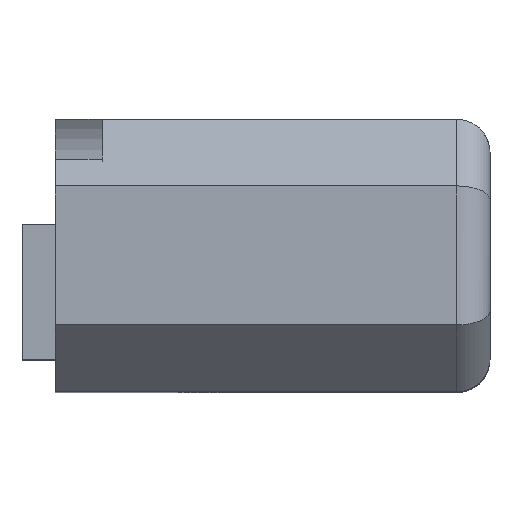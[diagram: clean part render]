
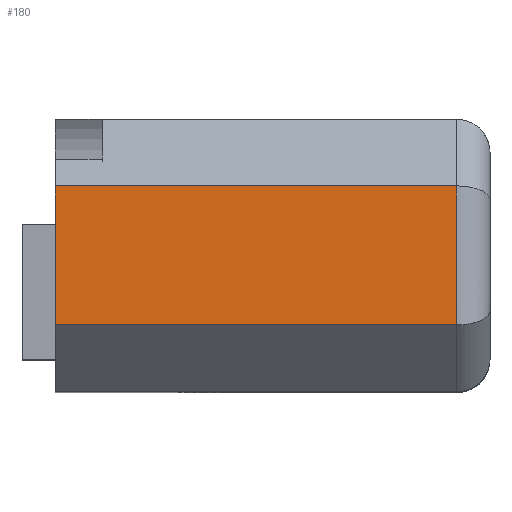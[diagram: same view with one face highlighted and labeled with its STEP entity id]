
A CAD part, top view. The second image highlights one B-rep face of the part: STEP entity #180.
In plain terms, the highlighted planar face has unit normal (0, 0, 1).
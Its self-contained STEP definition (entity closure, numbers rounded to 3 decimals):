
#35 = CARTESIAN_POINT ( 'NONE',  ( 65., 53.904, 81.664 ) ) ;
#84 = VERTEX_POINT ( 'NONE', #1392 ) ;
#87 = LINE ( 'NONE', #241, #733 ) ;
#96 = DIRECTION ( 'NONE',  ( 0., -1., 0. ) ) ;
#121 = CARTESIAN_POINT ( 'NONE',  ( 70., 33.126, 81.664 ) ) ;
#180 = ADVANCED_FACE ( 'NONE', ( #1774 ), #378, .F. ) ;
#241 = CARTESIAN_POINT ( 'NONE',  ( 5., 63.904, 81.664 ) ) ;
#264 = VECTOR ( 'NONE', #1679, 1000. ) ;
#283 = DIRECTION ( 'NONE',  ( 0., 1., 0. ) ) ;
#374 = VERTEX_POINT ( 'NONE', #996 ) ;
#378 = PLANE ( 'NONE',  #891 ) ;
#383 = EDGE_CURVE ( 'NONE', #1499, #1710, #87, .T. ) ;
#427 = CARTESIAN_POINT ( 'NONE',  ( 70., 63.904, 81.664 ) ) ;
#477 = EDGE_CURVE ( 'NONE', #1710, #84, #1908, .T. ) ;
#507 = CARTESIAN_POINT ( 'NONE',  ( 5., 53.904, 81.664 ) ) ;
#535 = EDGE_CURVE ( 'NONE', #374, #1499, #1880, .T. ) ;
#536 = DIRECTION ( 'NONE',  ( -1., 0., 0. ) ) ;
#546 = CARTESIAN_POINT ( 'NONE',  ( 70., 53.904, 81.664 ) ) ;
#580 = VECTOR ( 'NONE', #1888, 1000. ) ;
#727 = ORIENTED_EDGE ( 'NONE', *, *, #477, .T. ) ;
#733 = VECTOR ( 'NONE', #96, 1000. ) ;
#891 = AXIS2_PLACEMENT_3D ( 'NONE', #427, #1029, #283 ) ;
#996 = CARTESIAN_POINT ( 'NONE',  ( 65., 53.904, 81.664 ) ) ;
#1029 = DIRECTION ( 'NONE',  ( 0., 0., -1. ) ) ;
#1119 = VECTOR ( 'NONE', #536, 1000. ) ;
#1175 = EDGE_CURVE ( 'NONE', #84, #374, #1854, .T. ) ;
#1196 = EDGE_LOOP ( 'NONE', ( #727, #1433, #1608, #1559 ) ) ;
#1392 = CARTESIAN_POINT ( 'NONE',  ( 65., 33.126, 81.664 ) ) ;
#1433 = ORIENTED_EDGE ( 'NONE', *, *, #1175, .T. ) ;
#1475 = CARTESIAN_POINT ( 'NONE',  ( 5., 33.126, 81.664 ) ) ;
#1499 = VERTEX_POINT ( 'NONE', #507 ) ;
#1559 = ORIENTED_EDGE ( 'NONE', *, *, #383, .T. ) ;
#1608 = ORIENTED_EDGE ( 'NONE', *, *, #535, .T. ) ;
#1679 = DIRECTION ( 'NONE',  ( 0., 1., 0. ) ) ;
#1710 = VERTEX_POINT ( 'NONE', #1475 ) ;
#1774 = FACE_OUTER_BOUND ( 'NONE', #1196, .T. ) ;
#1854 = LINE ( 'NONE', #35, #264 ) ;
#1880 = LINE ( 'NONE', #546, #1119 ) ;
#1888 = DIRECTION ( 'NONE',  ( 1., 0., 0. ) ) ;
#1908 = LINE ( 'NONE', #121, #580 ) ;
